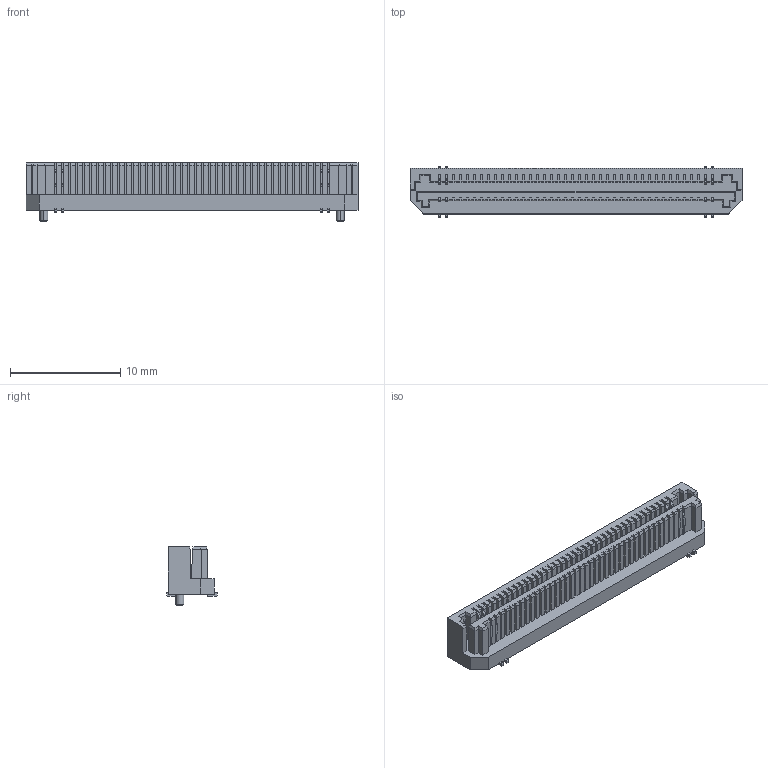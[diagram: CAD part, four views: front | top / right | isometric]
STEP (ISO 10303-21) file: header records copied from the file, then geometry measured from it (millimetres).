
FILE_DESCRIPTION((''),'2;1');
FILE_NAME('SAMTEC_LSS-140-01-L-DV-A.stp','2015-11-10T13:23:39',(''),(''),'Mechanical Desktop 2011','Mechanical Desktop 2011',', , ');
FILE_SCHEMA(('AUTOMOTIVE_DESIGN { 1 2 10303 214 1 1 1 1 }'));
Length unit declared in the file: millimetre
Products named in the file (1): Product
Bounding box: 30.15 x 4.6 x 5.3 mm (x, y, z)
Volume: 327.5 mm3; surface area: 958.1 mm2
Topology: 17 solids, 17 shells, 686 faces, 1919 edges, 1270 vertices
Faces by surface type: plane 598, cylinder 84, cone 4
Entity records: 21754 total; most frequent: CARTESIAN_POINT 3876, ORIENTED_EDGE 3838, DIRECTION 3465, EDGE_CURVE 1919, VECTOR 1747, LINE 1747, VERTEX_POINT 1270, AXIS2_PLACEMENT_3D 859
